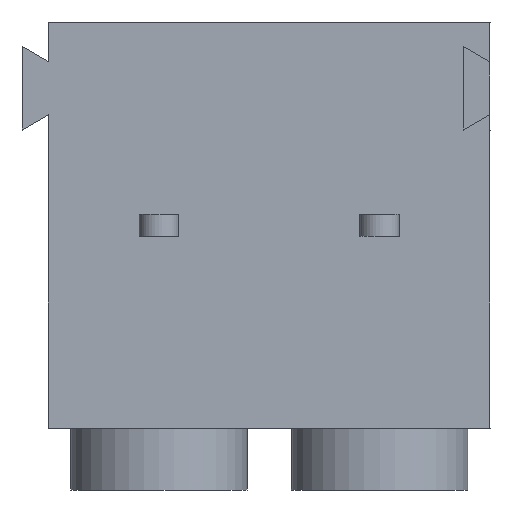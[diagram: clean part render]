
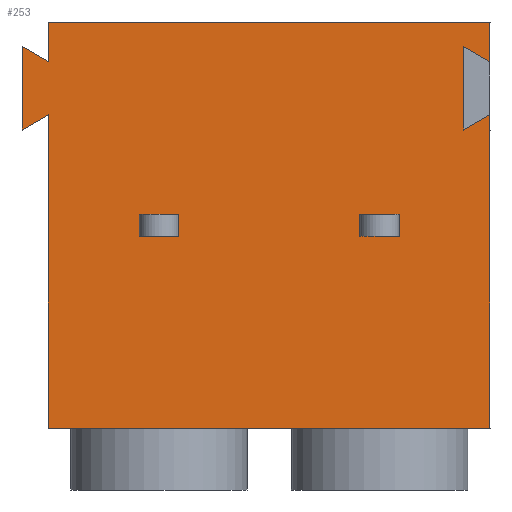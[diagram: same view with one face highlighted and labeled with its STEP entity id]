
A CAD part, front view. The second image highlights one B-rep face of the part: STEP entity #253.
In plain terms, the highlighted planar face has unit normal (0, -1, 0).
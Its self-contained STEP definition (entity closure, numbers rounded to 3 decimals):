
#85 = ORIENTED_EDGE ( 'NONE', *, *, #2358, .F. ) ;
#87 = VECTOR ( 'NONE', #1578, 1000. ) ;
#117 = LINE ( 'NONE', #3093, #2063 ) ;
#118 = ORIENTED_EDGE ( 'NONE', *, *, #2709, .F. ) ;
#155 = VECTOR ( 'NONE', #2348, 1000. ) ;
#212 = ORIENTED_EDGE ( 'NONE', *, *, #2235, .F. ) ;
#253 = ADVANCED_FACE ( 'NONE', ( #1180 ), #2408, .F. ) ;
#262 = ORIENTED_EDGE ( 'NONE', *, *, #810, .F. ) ;
#275 = DIRECTION ( 'NONE',  ( 0.866, 0., -0.5 ) ) ;
#307 = DIRECTION ( 'NONE',  ( -0.866, 0., -0.5 ) ) ;
#373 = LINE ( 'NONE', #1280, #87 ) ;
#387 = DIRECTION ( 'NONE',  ( -1., 0., 0. ) ) ;
#466 = LINE ( 'NONE', #2609, #155 ) ;
#496 = ORIENTED_EDGE ( 'NONE', *, *, #776, .T. ) ;
#538 = EDGE_CURVE ( 'NONE', #2265, #635, #875, .T. ) ;
#573 = LINE ( 'NONE', #2970, #1989 ) ;
#620 = CARTESIAN_POINT ( 'NONE',  ( -5., 0., 4.6 ) ) ;
#633 = CARTESIAN_POINT ( 'NONE',  ( -5.6, 0., 2.154 ) ) ;
#635 = VERTEX_POINT ( 'NONE', #3120 ) ;
#752 = EDGE_CURVE ( 'NONE', #1510, #3525, #3575, .T. ) ;
#767 = LINE ( 'NONE', #1983, #2844 ) ;
#776 = EDGE_CURVE ( 'NONE', #2265, #1313, #1827, .T. ) ;
#797 = CARTESIAN_POINT ( 'NONE',  ( 5., 0., -4.6 ) ) ;
#801 = VECTOR ( 'NONE', #387, 1000. ) ;
#810 = EDGE_CURVE ( 'NONE', #1072, #2764, #573, .T. ) ;
#875 = LINE ( 'NONE', #1869, #3806 ) ;
#878 = EDGE_CURVE ( 'NONE', #1496, #1907, #767, .T. ) ;
#1037 = CARTESIAN_POINT ( 'NONE',  ( -5.6, 0., 4.046 ) ) ;
#1072 = VERTEX_POINT ( 'NONE', #2987 ) ;
#1169 = EDGE_CURVE ( 'NONE', #1313, #2764, #117, .T. ) ;
#1180 = FACE_OUTER_BOUND ( 'NONE', #3717, .T. ) ;
#1256 = CARTESIAN_POINT ( 'NONE',  ( 5., 0., 4.6 ) ) ;
#1265 = VERTEX_POINT ( 'NONE', #2858 ) ;
#1280 = CARTESIAN_POINT ( 'NONE',  ( 5., 0., 4.6 ) ) ;
#1313 = VERTEX_POINT ( 'NONE', #2879 ) ;
#1330 = ORIENTED_EDGE ( 'NONE', *, *, #1359, .F. ) ;
#1343 = LINE ( 'NONE', #1037, #2688 ) ;
#1359 = EDGE_CURVE ( 'NONE', #1510, #1265, #2646, .T. ) ;
#1417 = CARTESIAN_POINT ( 'NONE',  ( 5., 0., 4.6 ) ) ;
#1496 = VERTEX_POINT ( 'NONE', #3837 ) ;
#1510 = VERTEX_POINT ( 'NONE', #1973 ) ;
#1530 = AXIS2_PLACEMENT_3D ( 'NONE', #1417, #3526, #2594 ) ;
#1578 = DIRECTION ( 'NONE',  ( 0., 0., -1. ) ) ;
#1620 = ORIENTED_EDGE ( 'NONE', *, *, #1169, .T. ) ;
#1642 = ORIENTED_EDGE ( 'NONE', *, *, #3773, .F. ) ;
#1812 = VECTOR ( 'NONE', #2105, 1000. ) ;
#1817 = CARTESIAN_POINT ( 'NONE',  ( 5., 0., 2.5 ) ) ;
#1827 = LINE ( 'NONE', #1256, #2790 ) ;
#1869 = CARTESIAN_POINT ( 'NONE',  ( 5., 0., 4.6 ) ) ;
#1881 = DIRECTION ( 'NONE',  ( 0., 0., -1. ) ) ;
#1907 = VERTEX_POINT ( 'NONE', #2773 ) ;
#1924 = DIRECTION ( 'NONE',  ( 0., 0., -1. ) ) ;
#1973 = CARTESIAN_POINT ( 'NONE',  ( -5., 0., 2.5 ) ) ;
#1983 = CARTESIAN_POINT ( 'NONE',  ( 4.4, 0., 2.154 ) ) ;
#1989 = VECTOR ( 'NONE', #275, 1000. ) ;
#2063 = VECTOR ( 'NONE', #1881, 1000. ) ;
#2105 = DIRECTION ( 'NONE',  ( 0.866, 0., 0.5 ) ) ;
#2138 = DIRECTION ( 'NONE',  ( 0., 0., -1. ) ) ;
#2235 = EDGE_CURVE ( 'NONE', #3859, #3586, #373, .T. ) ;
#2265 = VERTEX_POINT ( 'NONE', #3209 ) ;
#2348 = DIRECTION ( 'NONE',  ( -0.866, 0., 0.5 ) ) ;
#2358 = EDGE_CURVE ( 'NONE', #635, #1496, #466, .T. ) ;
#2384 = VECTOR ( 'NONE', #307, 1000. ) ;
#2408 = PLANE ( 'NONE',  #1530 ) ;
#2474 = DIRECTION ( 'NONE',  ( -1., 0., 0. ) ) ;
#2498 = ORIENTED_EDGE ( 'NONE', *, *, #878, .F. ) ;
#2504 = CARTESIAN_POINT ( 'NONE',  ( 5., 0., -4.6 ) ) ;
#2512 = CARTESIAN_POINT ( 'NONE',  ( -5., 0., -4.6 ) ) ;
#2549 = VECTOR ( 'NONE', #2138, 1000. ) ;
#2594 = DIRECTION ( 'NONE',  ( 0., 0., 1. ) ) ;
#2606 = DIRECTION ( 'NONE',  ( 0., 0., 1. ) ) ;
#2609 = CARTESIAN_POINT ( 'NONE',  ( 4.4, 0., 4.046 ) ) ;
#2646 = LINE ( 'NONE', #633, #2384 ) ;
#2688 = VECTOR ( 'NONE', #2606, 1000. ) ;
#2709 = EDGE_CURVE ( 'NONE', #1907, #3859, #3013, .T. ) ;
#2712 = CARTESIAN_POINT ( 'NONE',  ( -5., 0., 3.7 ) ) ;
#2748 = ORIENTED_EDGE ( 'NONE', *, *, #538, .F. ) ;
#2754 = ORIENTED_EDGE ( 'NONE', *, *, #752, .T. ) ;
#2764 = VERTEX_POINT ( 'NONE', #2712 ) ;
#2773 = CARTESIAN_POINT ( 'NONE',  ( 4.4, 0., 2.154 ) ) ;
#2790 = VECTOR ( 'NONE', #2474, 1000. ) ;
#2844 = VECTOR ( 'NONE', #1924, 1000. ) ;
#2858 = CARTESIAN_POINT ( 'NONE',  ( -5.6, 0., 2.154 ) ) ;
#2879 = CARTESIAN_POINT ( 'NONE',  ( -5., 0., 4.6 ) ) ;
#2886 = EDGE_CURVE ( 'NONE', #1265, #1072, #1343, .T. ) ;
#2970 = CARTESIAN_POINT ( 'NONE',  ( -5., 0., 3.7 ) ) ;
#2987 = CARTESIAN_POINT ( 'NONE',  ( -5.6, 0., 4.046 ) ) ;
#3013 = LINE ( 'NONE', #1817, #1812 ) ;
#3085 = LINE ( 'NONE', #2504, #801 ) ;
#3093 = CARTESIAN_POINT ( 'NONE',  ( -5., 0., 4.6 ) ) ;
#3120 = CARTESIAN_POINT ( 'NONE',  ( 5., 0., 3.7 ) ) ;
#3146 = CARTESIAN_POINT ( 'NONE',  ( 5., 0., 2.5 ) ) ;
#3209 = CARTESIAN_POINT ( 'NONE',  ( 5., 0., 4.6 ) ) ;
#3333 = DIRECTION ( 'NONE',  ( 0., 0., -1. ) ) ;
#3525 = VERTEX_POINT ( 'NONE', #2512 ) ;
#3526 = DIRECTION ( 'NONE',  ( 0., 1., 0. ) ) ;
#3575 = LINE ( 'NONE', #620, #2549 ) ;
#3586 = VERTEX_POINT ( 'NONE', #797 ) ;
#3717 = EDGE_LOOP ( 'NONE', ( #212, #118, #2498, #85, #2748, #496, #1620, #262, #3876, #1330, #2754, #1642 ) ) ;
#3773 = EDGE_CURVE ( 'NONE', #3586, #3525, #3085, .T. ) ;
#3806 = VECTOR ( 'NONE', #3333, 1000. ) ;
#3837 = CARTESIAN_POINT ( 'NONE',  ( 4.4, 0., 4.046 ) ) ;
#3859 = VERTEX_POINT ( 'NONE', #3146 ) ;
#3876 = ORIENTED_EDGE ( 'NONE', *, *, #2886, .F. ) ;
